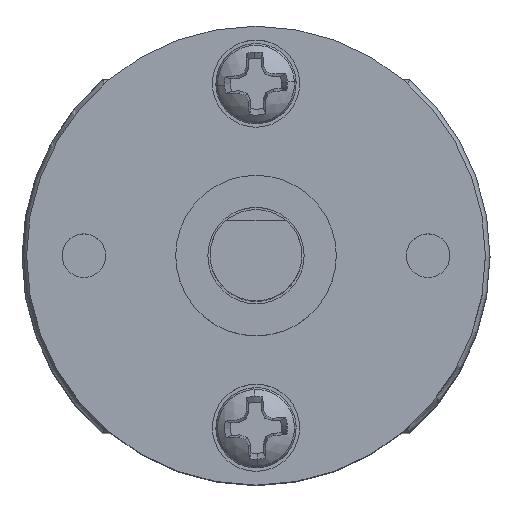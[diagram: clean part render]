
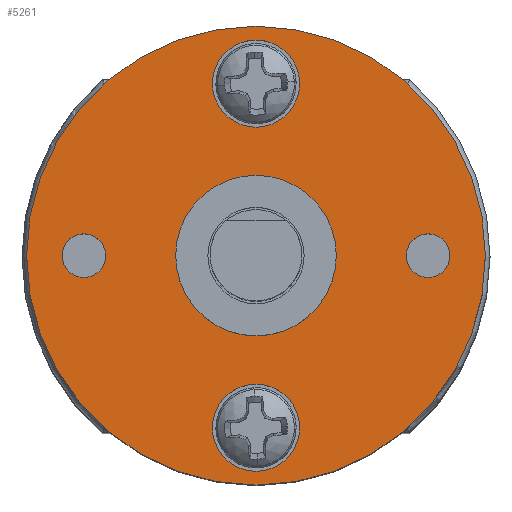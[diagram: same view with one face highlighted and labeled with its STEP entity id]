
A CAD part, top view. The second image highlights one B-rep face of the part: STEP entity #5261.
In plain terms, the highlighted planar face has unit normal (0, 0, 1).
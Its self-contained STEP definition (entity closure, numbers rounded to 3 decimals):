
#8 = AXIS2_PLACEMENT_3D ( 'NONE', #18991, #16451, #13184 ) ;
#60 = CIRCLE ( 'NONE', #16147, 3.5 ) ;
#93 = DIRECTION ( 'NONE',  ( 0., 0., 1. ) ) ;
#741 = DIRECTION ( 'NONE',  ( 0., 1., 0. ) ) ;
#799 = VERTEX_POINT ( 'NONE', #6297 ) ;
#940 = EDGE_LOOP ( 'NONE', ( #11624, #3370 ) ) ;
#1028 = FACE_BOUND ( 'NONE', #940, .T. ) ;
#1944 = CIRCLE ( 'NONE', #8411, 0.95 ) ;
#2045 = PLANE ( 'NONE',  #21435 ) ;
#2068 = ORIENTED_EDGE ( 'NONE', *, *, #11296, .T. ) ;
#2376 = CIRCLE ( 'NONE', #9755, 1.9 ) ;
#2472 = AXIS2_PLACEMENT_3D ( 'NONE', #8159, #16559, #4846 ) ;
#2525 = DIRECTION ( 'NONE',  ( 0., 0., 1. ) ) ;
#2853 = ORIENTED_EDGE ( 'NONE', *, *, #11881, .F. ) ;
#3074 = DIRECTION ( 'NONE',  ( 0., 1., 0. ) ) ;
#3077 = CARTESIAN_POINT ( 'NONE',  ( 31.394, 21.953, 45.507 ) ) ;
#3370 = ORIENTED_EDGE ( 'NONE', *, *, #8209, .F. ) ;
#3511 = DIRECTION ( 'NONE',  ( 0., 0., 1. ) ) ;
#3595 = EDGE_CURVE ( 'NONE', #12458, #13906, #19995, .T. ) ;
#3617 = CARTESIAN_POINT ( 'NONE',  ( 23.894, 26.603, 45.507 ) ) ;
#4073 = EDGE_CURVE ( 'NONE', #6274, #7451, #2376, .T. ) ;
#4118 = FACE_OUTER_BOUND ( 'NONE', #17210, .T. ) ;
#4128 = CARTESIAN_POINT ( 'NONE',  ( 23.894, 21.003, 45.507 ) ) ;
#4181 = DIRECTION ( 'NONE',  ( 0., -1., 0. ) ) ;
#4238 = CARTESIAN_POINT ( 'NONE',  ( 23.894, 24.503, 45.507 ) ) ;
#4324 = VERTEX_POINT ( 'NONE', #19752 ) ;
#4530 = AXIS2_PLACEMENT_3D ( 'NONE', #18521, #6815, #8325 ) ;
#4846 = DIRECTION ( 'NONE',  ( 0., 1., 0. ) ) ;
#4909 = CARTESIAN_POINT ( 'NONE',  ( 23.894, 28.503, 45.507 ) ) ;
#5189 = DIRECTION ( 'NONE',  ( 0., -1., 0. ) ) ;
#5261 = ADVANCED_FACE ( 'NONE', ( #13903, #10282, #1028, #4118, #12355, #20148 ), #2045, .F. ) ;
#5788 = DIRECTION ( 'NONE',  ( 0., 1., 0. ) ) ;
#5812 = CIRCLE ( 'NONE', #11463, 0.95 ) ;
#6274 = VERTEX_POINT ( 'NONE', #9872 ) ;
#6297 = CARTESIAN_POINT ( 'NONE',  ( 23.894, 30.403, 45.507 ) ) ;
#6446 = EDGE_LOOP ( 'NONE', ( #8979, #7950 ) ) ;
#6815 = DIRECTION ( 'NONE',  ( 0., 0., 1. ) ) ;
#7260 = DIRECTION ( 'NONE',  ( 0., 0., 1. ) ) ;
#7451 = VERTEX_POINT ( 'NONE', #17766 ) ;
#7543 = CARTESIAN_POINT ( 'NONE',  ( 16.394, 21.953, 45.507 ) ) ;
#7950 = ORIENTED_EDGE ( 'NONE', *, *, #18466, .F. ) ;
#8056 = ORIENTED_EDGE ( 'NONE', *, *, #21016, .F. ) ;
#8159 = CARTESIAN_POINT ( 'NONE',  ( 23.894, 21.003, 45.507 ) ) ;
#8209 = EDGE_CURVE ( 'NONE', #10273, #20657, #18469, .T. ) ;
#8325 = DIRECTION ( 'NONE',  ( 0., -1., 0. ) ) ;
#8411 = AXIS2_PLACEMENT_3D ( 'NONE', #11629, #93, #5189 ) ;
#8623 = ORIENTED_EDGE ( 'NONE', *, *, #17908, .F. ) ;
#8912 = DIRECTION ( 'NONE',  ( 0., 1., 0. ) ) ;
#8979 = ORIENTED_EDGE ( 'NONE', *, *, #4073, .F. ) ;
#9077 = ORIENTED_EDGE ( 'NONE', *, *, #10593, .T. ) ;
#9334 = EDGE_CURVE ( 'NONE', #13906, #12458, #60, .T. ) ;
#9542 = CARTESIAN_POINT ( 'NONE',  ( 23.894, 21.003, 45.507 ) ) ;
#9667 = DIRECTION ( 'NONE',  ( 0., 0., -1. ) ) ;
#9755 = AXIS2_PLACEMENT_3D ( 'NONE', #20802, #2525, #4181 ) ;
#9872 = CARTESIAN_POINT ( 'NONE',  ( 23.894, 11.603, 45.507 ) ) ;
#10273 = VERTEX_POINT ( 'NONE', #3077 ) ;
#10282 = FACE_BOUND ( 'NONE', #19792, .T. ) ;
#10412 = VERTEX_POINT ( 'NONE', #19732 ) ;
#10426 = CIRCLE ( 'NONE', #18522, 10. ) ;
#10593 = EDGE_CURVE ( 'NONE', #14177, #799, #17252, .T. ) ;
#11000 = AXIS2_PLACEMENT_3D ( 'NONE', #4128, #14047, #741 ) ;
#11296 = EDGE_CURVE ( 'NONE', #799, #14177, #14097, .T. ) ;
#11463 = AXIS2_PLACEMENT_3D ( 'NONE', #20213, #3511, #18374 ) ;
#11624 = ORIENTED_EDGE ( 'NONE', *, *, #17566, .F. ) ;
#11629 = CARTESIAN_POINT ( 'NONE',  ( 16.394, 21.003, 45.507 ) ) ;
#11864 = DIRECTION ( 'NONE',  ( 0., -1., 0. ) ) ;
#11881 = EDGE_CURVE ( 'NONE', #12055, #14379, #1944, .T. ) ;
#12055 = VERTEX_POINT ( 'NONE', #16836 ) ;
#12094 = EDGE_LOOP ( 'NONE', ( #9077, #2068 ) ) ;
#12282 = ORIENTED_EDGE ( 'NONE', *, *, #21384, .F. ) ;
#12355 = FACE_BOUND ( 'NONE', #19474, .T. ) ;
#12458 = VERTEX_POINT ( 'NONE', #20296 ) ;
#13184 = DIRECTION ( 'NONE',  ( 0., -1., 0. ) ) ;
#13903 = FACE_BOUND ( 'NONE', #6446, .T. ) ;
#13906 = VERTEX_POINT ( 'NONE', #4238 ) ;
#14047 = DIRECTION ( 'NONE',  ( 0., 0., 1. ) ) ;
#14097 = CIRCLE ( 'NONE', #19075, 1.9 ) ;
#14177 = VERTEX_POINT ( 'NONE', #3617 ) ;
#14358 = AXIS2_PLACEMENT_3D ( 'NONE', #17198, #18787, #5788 ) ;
#14379 = VERTEX_POINT ( 'NONE', #7543 ) ;
#14608 = DIRECTION ( 'NONE',  ( 0., 0., -1. ) ) ;
#14667 = CIRCLE ( 'NONE', #4530, 0.95 ) ;
#15326 = DIRECTION ( 'NONE',  ( 0., 1., 0. ) ) ;
#15343 = CARTESIAN_POINT ( 'NONE',  ( 31.394, 21.003, 45.507 ) ) ;
#16147 = AXIS2_PLACEMENT_3D ( 'NONE', #17178, #7260, #8912 ) ;
#16395 = AXIS2_PLACEMENT_3D ( 'NONE', #15343, #16860, #11864 ) ;
#16451 = DIRECTION ( 'NONE',  ( 0., 0., 1. ) ) ;
#16559 = DIRECTION ( 'NONE',  ( 0., 0., -1. ) ) ;
#16836 = CARTESIAN_POINT ( 'NONE',  ( 16.394, 20.053, 45.507 ) ) ;
#16839 = CARTESIAN_POINT ( 'NONE',  ( 23.894, 21.003, 45.507 ) ) ;
#16860 = DIRECTION ( 'NONE',  ( 0., 0., 1. ) ) ;
#17178 = CARTESIAN_POINT ( 'NONE',  ( 23.894, 21.003, 45.507 ) ) ;
#17198 = CARTESIAN_POINT ( 'NONE',  ( 23.894, 28.503, 45.507 ) ) ;
#17210 = EDGE_LOOP ( 'NONE', ( #8623, #12282 ) ) ;
#17252 = CIRCLE ( 'NONE', #14358, 1.9 ) ;
#17462 = CARTESIAN_POINT ( 'NONE',  ( 31.394, 20.053, 45.507 ) ) ;
#17566 = EDGE_CURVE ( 'NONE', #20657, #10273, #5812, .T. ) ;
#17766 = CARTESIAN_POINT ( 'NONE',  ( 23.894, 15.403, 45.507 ) ) ;
#17908 = EDGE_CURVE ( 'NONE', #4324, #10412, #10426, .T. ) ;
#18140 = CIRCLE ( 'NONE', #8, 1.9 ) ;
#18299 = ORIENTED_EDGE ( 'NONE', *, *, #3595, .F. ) ;
#18374 = DIRECTION ( 'NONE',  ( 0., -1., 0. ) ) ;
#18466 = EDGE_CURVE ( 'NONE', #7451, #6274, #18140, .T. ) ;
#18469 = CIRCLE ( 'NONE', #16395, 0.95 ) ;
#18521 = CARTESIAN_POINT ( 'NONE',  ( 16.394, 21.003, 45.507 ) ) ;
#18522 = AXIS2_PLACEMENT_3D ( 'NONE', #9542, #14608, #19462 ) ;
#18787 = DIRECTION ( 'NONE',  ( 0., 0., -1. ) ) ;
#18805 = CIRCLE ( 'NONE', #2472, 10. ) ;
#18991 = CARTESIAN_POINT ( 'NONE',  ( 23.894, 13.503, 45.507 ) ) ;
#19075 = AXIS2_PLACEMENT_3D ( 'NONE', #4909, #9667, #3074 ) ;
#19081 = ORIENTED_EDGE ( 'NONE', *, *, #9334, .F. ) ;
#19462 = DIRECTION ( 'NONE',  ( 0., 1., 0. ) ) ;
#19474 = EDGE_LOOP ( 'NONE', ( #19081, #18299 ) ) ;
#19732 = CARTESIAN_POINT ( 'NONE',  ( 23.894, 31.003, 45.507 ) ) ;
#19752 = CARTESIAN_POINT ( 'NONE',  ( 23.894, 11.003, 45.507 ) ) ;
#19792 = EDGE_LOOP ( 'NONE', ( #2853, #8056 ) ) ;
#19995 = CIRCLE ( 'NONE', #11000, 3.5 ) ;
#20036 = DIRECTION ( 'NONE',  ( 0., 0., -1. ) ) ;
#20148 = FACE_BOUND ( 'NONE', #12094, .T. ) ;
#20213 = CARTESIAN_POINT ( 'NONE',  ( 31.394, 21.003, 45.507 ) ) ;
#20296 = CARTESIAN_POINT ( 'NONE',  ( 23.894, 17.503, 45.507 ) ) ;
#20657 = VERTEX_POINT ( 'NONE', #17462 ) ;
#20802 = CARTESIAN_POINT ( 'NONE',  ( 23.894, 13.503, 45.507 ) ) ;
#21016 = EDGE_CURVE ( 'NONE', #14379, #12055, #14667, .T. ) ;
#21384 = EDGE_CURVE ( 'NONE', #10412, #4324, #18805, .T. ) ;
#21435 = AXIS2_PLACEMENT_3D ( 'NONE', #16839, #20036, #15326 ) ;
